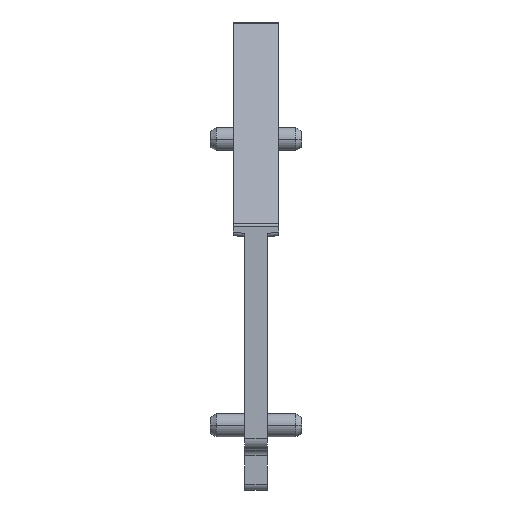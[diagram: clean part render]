
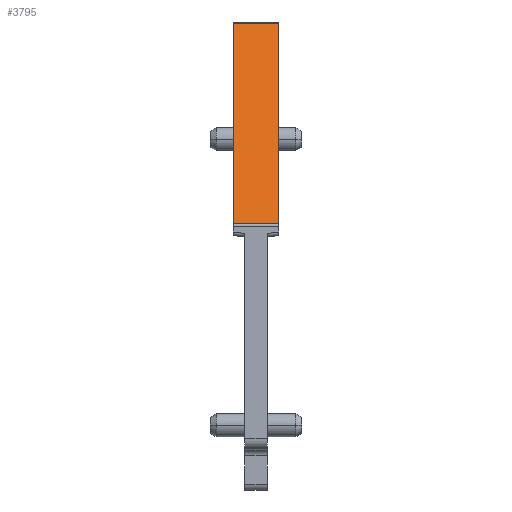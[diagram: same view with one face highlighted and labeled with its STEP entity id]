
A CAD part, front view. The second image highlights one B-rep face of the part: STEP entity #3795.
In plain terms, the highlighted planar face has unit normal (0, -0.596, 0.803).
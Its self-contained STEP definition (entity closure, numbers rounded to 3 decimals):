
#3782=AXIS2_PLACEMENT_3D('Plane Axis2P3D',#3779,#3780,#3781) ;
#3100=CARTESIAN_POINT('Vertex',(6.,23.842,41.001)) ;
#3103=CARTESIAN_POINT('Line Origine',(6.,11.982,32.193)) ;
#3107=CARTESIAN_POINT('Vertex',(6.,0.121,23.385)) ;
#3262=CARTESIAN_POINT('Vertex',(2.,0.121,23.385)) ;
#3265=CARTESIAN_POINT('Line Origine',(2.,11.982,32.193)) ;
#3269=CARTESIAN_POINT('Vertex',(2.,23.842,41.001)) ;
#3326=CARTESIAN_POINT('Line Origine',(4.,0.121,23.385)) ;
#3779=CARTESIAN_POINT('Axis2P3D Location',(3.,0.,23.295)) ;
#3784=CARTESIAN_POINT('Line Origine',(4.,23.842,41.001)) ;
#3104=DIRECTION('Vector Direction',(0.,0.803,0.596)) ;
#3266=DIRECTION('Vector Direction',(0.,0.803,0.596)) ;
#3327=DIRECTION('Vector Direction',(-1.,0.,0.)) ;
#3780=DIRECTION('Axis2P3D Direction',(0.,0.596,-0.803)) ;
#3781=DIRECTION('Axis2P3D XDirection',(0.,0.803,0.596)) ;
#3785=DIRECTION('Vector Direction',(1.,0.,0.)) ;
#3105=VECTOR('Line Direction',#3104,1.) ;
#3267=VECTOR('Line Direction',#3266,1.) ;
#3328=VECTOR('Line Direction',#3327,1.) ;
#3786=VECTOR('Line Direction',#3785,1.) ;
#3790=ORIENTED_EDGE('',*,*,#3788,.F.) ;
#3791=ORIENTED_EDGE('',*,*,#3271,.F.) ;
#3792=ORIENTED_EDGE('',*,*,#3330,.T.) ;
#3793=ORIENTED_EDGE('',*,*,#3109,.T.) ;
#3795=ADVANCED_FACE('TW_PRV4',(#3794),#3783,.F.) ;
#3109=EDGE_CURVE('',#3108,#3101,#3106,.T.) ;
#3271=EDGE_CURVE('',#3263,#3270,#3268,.T.) ;
#3330=EDGE_CURVE('',#3263,#3108,#3329,.F.) ;
#3788=EDGE_CURVE('',#3270,#3101,#3787,.T.) ;
#3789=EDGE_LOOP('',(#3790,#3791,#3792,#3793)) ;
#3794=FACE_OUTER_BOUND('',#3789,.T.) ;
#3106=LINE('Line',#3103,#3105) ;
#3268=LINE('Line',#3265,#3267) ;
#3329=LINE('Line',#3326,#3328) ;
#3787=LINE('Line',#3784,#3786) ;
#3783=PLANE('',#3782) ;
#3101=VERTEX_POINT('',#3100) ;
#3108=VERTEX_POINT('',#3107) ;
#3263=VERTEX_POINT('',#3262) ;
#3270=VERTEX_POINT('',#3269) ;
